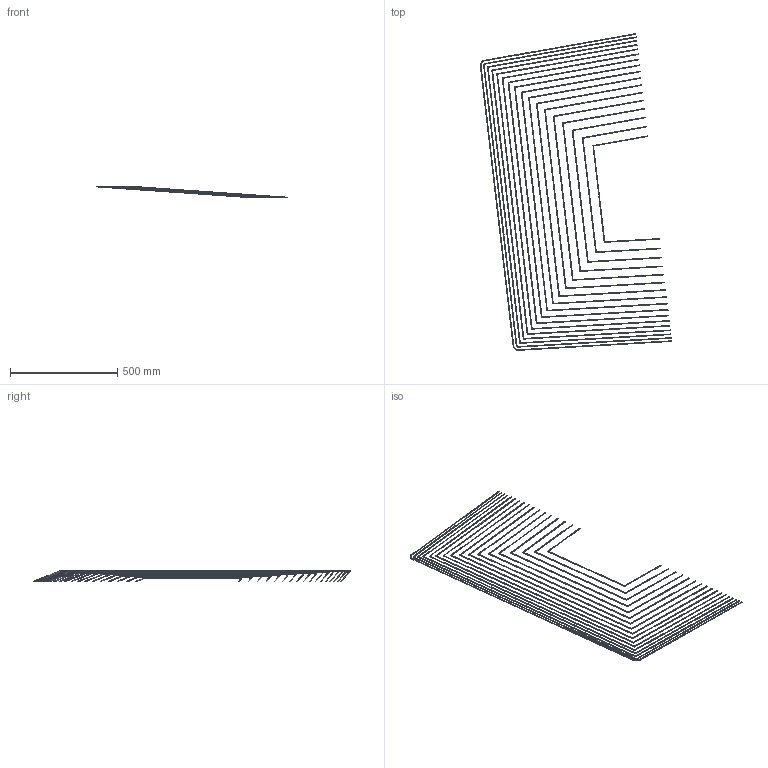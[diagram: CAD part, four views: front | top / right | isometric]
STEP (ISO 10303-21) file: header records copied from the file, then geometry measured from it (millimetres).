
FILE_DESCRIPTION(('FreeCAD Model'),'2;1');
FILE_NAME('slice_cooling_plate_coolant_mod13.step', '2018-09-02T23:06:16',('FreeCAD'),('FreeCAD'), 'Open CASCADE STEP processor 7.3','FreeCAD','Unknown');
FILE_SCHEMA(('AUTOMOTIVE_DESIGN { 1 0 10303 214 1 1 1 1 }'));
Length unit declared in the file: millimetre
Products named in the file (18): Open CASCADE STEP translator 7.3 25; Open CASCADE STEP translator 7.3 25.1; Open CASCADE STEP translator 7.3 25.2; Open CASCADE STEP translator 7.3 25.3; Open CASCADE STEP translator 7.3 25.4; Open CASCADE STEP translator 7.3 25.5; Open CASCADE STEP translator 7.3 25.6; Open CASCADE STEP translator 7.3 25.7; Open CASCADE STEP translator 7.3 25.8; Open CASCADE STEP translator 7.3 25.9; Open CASCADE STEP translator 7.3 25.10; Open CASCADE STEP translator 7.3 25.11; Open CASCADE STEP translator 7.3 25.12; Open CASCADE STEP translator 7.3 25.13; Open CASCADE STEP translator 7.3 25.14; Open CASCADE STEP translator 7.3 25.15; Open CASCADE STEP translator 7.3 25.16; Open CASCADE STEP translator 7.3 25.17
Assembly tree (17 placements, depth 2):
  Open CASCADE STEP translator 7.3 25
    Open CASCADE STEP translator 7.3 25.1
    Open CASCADE STEP translator 7.3 25.2
    Open CASCADE STEP translator 7.3 25.3
    Open CASCADE STEP translator 7.3 25.4
    Open CASCADE STEP translator 7.3 25.5
    Open CASCADE STEP translator 7.3 25.6
    Open CASCADE STEP translator 7.3 25.7
    Open CASCADE STEP translator 7.3 25.8
    Open CASCADE STEP translator 7.3 25.9
    Open CASCADE STEP translator 7.3 25.10
    Open CASCADE STEP translator 7.3 25.11
    Open CASCADE STEP translator 7.3 25.12
    Open CASCADE STEP translator 7.3 25.13
    Open CASCADE STEP translator 7.3 25.14
    Open CASCADE STEP translator 7.3 25.15
    Open CASCADE STEP translator 7.3 25.16
    Open CASCADE STEP translator 7.3 25.17
Bounding box: 893.48 x 1478.91 x 54.5 mm (x, y, z)
Volume: 314799.5 mm3; surface area: 420039.2 mm2
Topology: 17 solids, 17 shells, 178 faces, 432 edges, 288 vertices
Faces by surface type: plane 170, cylinder 8
Entity records: 10308 total; most frequent: CARTESIAN_POINT 2708, DIRECTION 888, ORIENTED_EDGE 864, PCURVE 864, DEFINITIONAL_REPRESENTATION 864, B_SPLINE_CURVE_WITH_KNOTS 816, LINE 448, VECTOR 448
